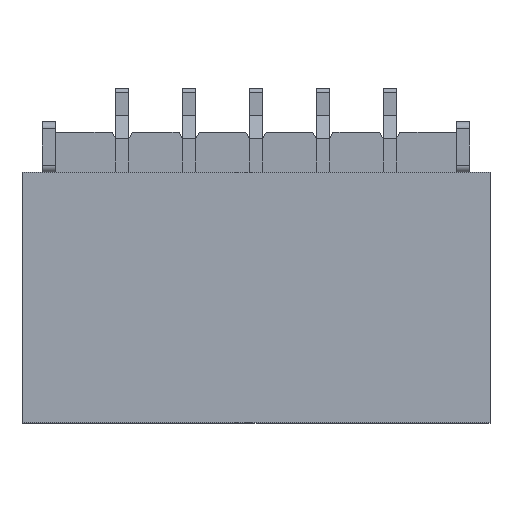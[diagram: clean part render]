
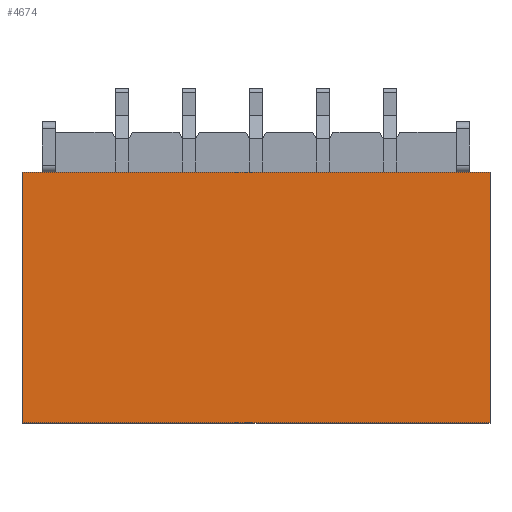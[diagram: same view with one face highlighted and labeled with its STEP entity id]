
A CAD part, top view. The second image highlights one B-rep face of the part: STEP entity #4674.
In plain terms, the highlighted planar face has unit normal (0, 0, 1).
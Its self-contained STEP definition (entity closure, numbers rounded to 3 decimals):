
#277=ORIENTED_EDGE('',*,*,#1138,.T.);
#278=ORIENTED_EDGE('',*,*,#1240,.F.);
#279=ORIENTED_EDGE('',*,*,#1241,.F.);
#280=ORIENTED_EDGE('',*,*,#1242,.T.);
#1138=EDGE_CURVE('',#1637,#1636,#1958,.T.);
#1240=EDGE_CURVE('',#1717,#1636,#2058,.T.);
#1241=EDGE_CURVE('',#1718,#1717,#2059,.T.);
#1242=EDGE_CURVE('',#1718,#1637,#2060,.T.);
#1636=VERTEX_POINT('',#6083);
#1637=VERTEX_POINT('',#6085);
#1717=VERTEX_POINT('',#6286);
#1718=VERTEX_POINT('',#6290);
#1958=LINE('',#6084,#2394);
#2058=LINE('',#6287,#2494);
#2059=LINE('',#6289,#2495);
#2060=LINE('',#6291,#2496);
#2394=VECTOR('',#5124,1000.);
#2494=VECTOR('',#5268,1000.);
#2495=VECTOR('',#5271,1000.);
#2496=VECTOR('',#5272,1000.);
#2828=EDGE_LOOP('',(#277,#278,#279,#280));
#3022=FACE_BOUND('',#2828,.T.);
#3214=PLANE('',#4869);
#4674=ADVANCED_FACE('',(#3022),#3214,.T.);
#4869=AXIS2_PLACEMENT_3D('',#6288,#5269,#5270);
#5124=DIRECTION('',(-1.,0.,0.));
#5268=DIRECTION('',(0.,1.,0.));
#5269=DIRECTION('',(0.,0.,1.));
#5270=DIRECTION('',(0.,-1.,0.));
#5271=DIRECTION('',(-1.,0.,0.));
#5272=DIRECTION('',(0.,1.,0.));
#6083=CARTESIAN_POINT('',(-3.5,1.575,1.5));
#6084=CARTESIAN_POINT('',(-3.5,1.575,1.5));
#6085=CARTESIAN_POINT('',(3.5,1.575,1.5));
#6286=CARTESIAN_POINT('',(-3.5,-2.175,1.5));
#6287=CARTESIAN_POINT('',(-3.5,-2.175,1.5));
#6288=CARTESIAN_POINT('',(3.5,-2.175,1.5));
#6289=CARTESIAN_POINT('',(3.5,-2.175,1.5));
#6290=CARTESIAN_POINT('',(3.5,-2.175,1.5));
#6291=CARTESIAN_POINT('',(3.5,-2.175,1.5));
